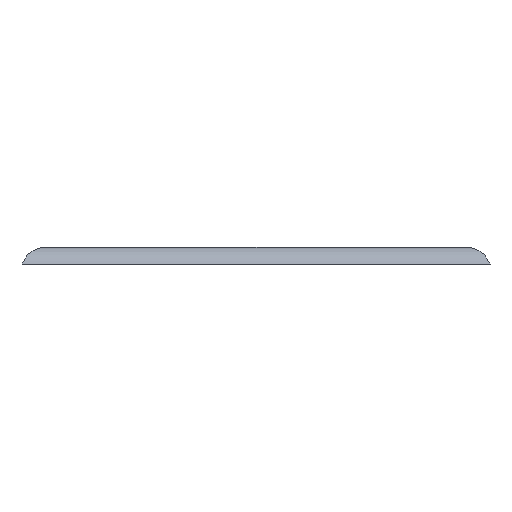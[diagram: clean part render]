
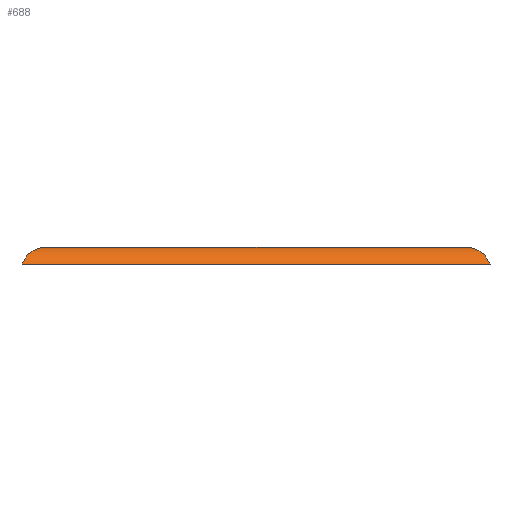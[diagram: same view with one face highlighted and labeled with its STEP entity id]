
A CAD part, left-side view. The second image highlights one B-rep face of the part: STEP entity #688.
In plain terms, the highlighted cylindrical face has radius 2.5 mm (diameter 5 mm), a partial arc.
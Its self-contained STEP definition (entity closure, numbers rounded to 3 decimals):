
#62=FACE_OUTER_BOUND('',#96,.T.);
#96=EDGE_LOOP('',(#501,#502,#503,#504));
#142=ELLIPSE('',#735,3.536,2.5);
#144=ELLIPSE('',#739,3.536,2.5);
#151=LINE('',#964,#243);
#152=LINE('',#965,#244);
#243=VECTOR('',#795,10.);
#244=VECTOR('',#796,2.5);
#329=VERTEX_POINT('',#943);
#332=VERTEX_POINT('',#948);
#335=VERTEX_POINT('',#958);
#336=VERTEX_POINT('',#960);
#396=EDGE_CURVE('',#329,#332,#142,.T.);
#401=EDGE_CURVE('',#335,#336,#144,.T.);
#403=EDGE_CURVE('',#336,#332,#151,.T.);
#404=EDGE_CURVE('',#335,#329,#152,.T.);
#501=ORIENTED_EDGE('',*,*,#403,.F.);
#502=ORIENTED_EDGE('',*,*,#401,.F.);
#503=ORIENTED_EDGE('',*,*,#404,.T.);
#504=ORIENTED_EDGE('',*,*,#396,.T.);
#684=CYLINDRICAL_SURFACE('',#740,2.5);
#688=ADVANCED_FACE('',(#62),#684,.T.);
#735=AXIS2_PLACEMENT_3D('',#950,#779,#780);
#739=AXIS2_PLACEMENT_3D('',#961,#790,#791);
#740=AXIS2_PLACEMENT_3D('',#963,#793,#794);
#779=DIRECTION('center_axis',(-0.707,-0.707,0.));
#780=DIRECTION('ref_axis',(0.707,-0.707,0.));
#790=DIRECTION('center_axis',(0.707,-0.707,0.));
#791=DIRECTION('ref_axis',(0.707,0.707,0.));
#793=DIRECTION('center_axis',(0.,1.,0.));
#794=DIRECTION('ref_axis',(-0.96,0.,0.28));
#795=DIRECTION('',(0.,1.,0.));
#796=DIRECTION('',(0.,1.,0.));
#943=CARTESIAN_POINT('',(6.271,-3.731,26.4));
#948=CARTESIAN_POINT('',(3.871,-1.331,24.6));
#950=CARTESIAN_POINT('Origin',(6.271,-3.731,23.9));
#958=CARTESIAN_POINT('',(6.271,-46.434,26.4));
#960=CARTESIAN_POINT('',(3.871,-48.834,24.6));
#961=CARTESIAN_POINT('Origin',(6.271,-46.434,23.9));
#963=CARTESIAN_POINT('Origin',(6.271,-48.834,23.9));
#964=CARTESIAN_POINT('',(3.871,-48.834,24.6));
#965=CARTESIAN_POINT('',(6.271,-48.834,26.4));
